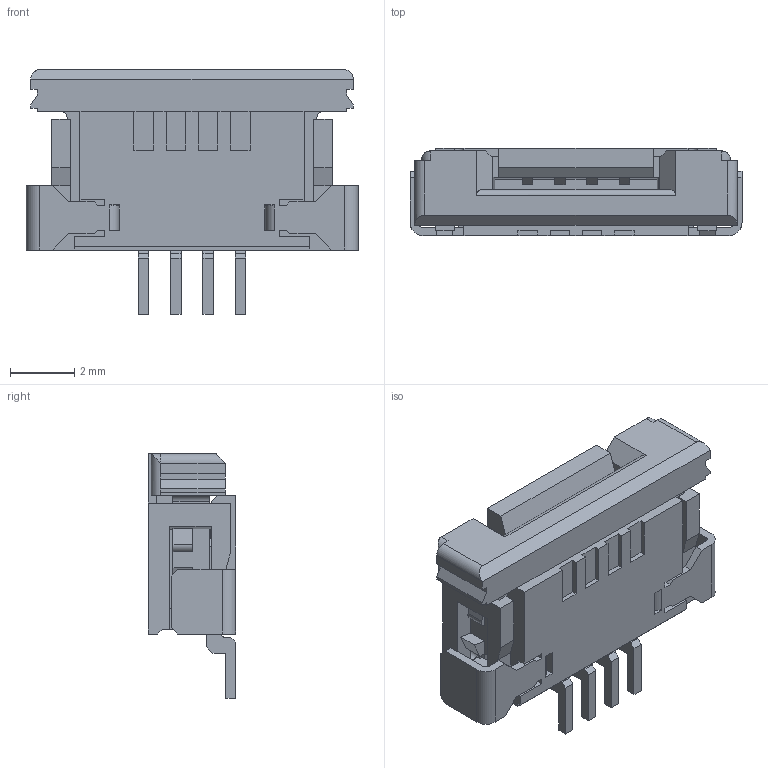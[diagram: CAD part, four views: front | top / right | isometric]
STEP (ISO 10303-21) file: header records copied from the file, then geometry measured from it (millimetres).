
FILE_DESCRIPTION((''),'2;1');
FILE_NAME('522070433','2019-03-15T',('gga'),(''),'PRO/ENGINEER BY PARAMETRIC TECHNOLOGY CORPORATION, 2016010','PRO/ENGINEER BY PARAMETRIC TECHNOLOGY CORPORATION, 2016010','');
FILE_SCHEMA(('CONFIG_CONTROL_DESIGN'));
Length unit declared in the file: millimetre
Products named in the file (1): 522070433
Bounding box: 10.3 x 2.7 x 7.6 mm (x, y, z)
Volume: 107.4 mm3; surface area: 380.3 mm2
Topology: 1 solids, 1 shells, 370 faces, 1131 edges, 748 vertices
Faces by surface type: plane 335, cylinder 35
Entity records: 12494 total; most frequent: CARTESIAN_POINT 2274, ORIENTED_EDGE 2214, DIRECTION 1933, EDGE_CURVE 1107, VECTOR 1059, LINE 1059, VERTEX_POINT 724, AXIS2_PLACEMENT_3D 437
